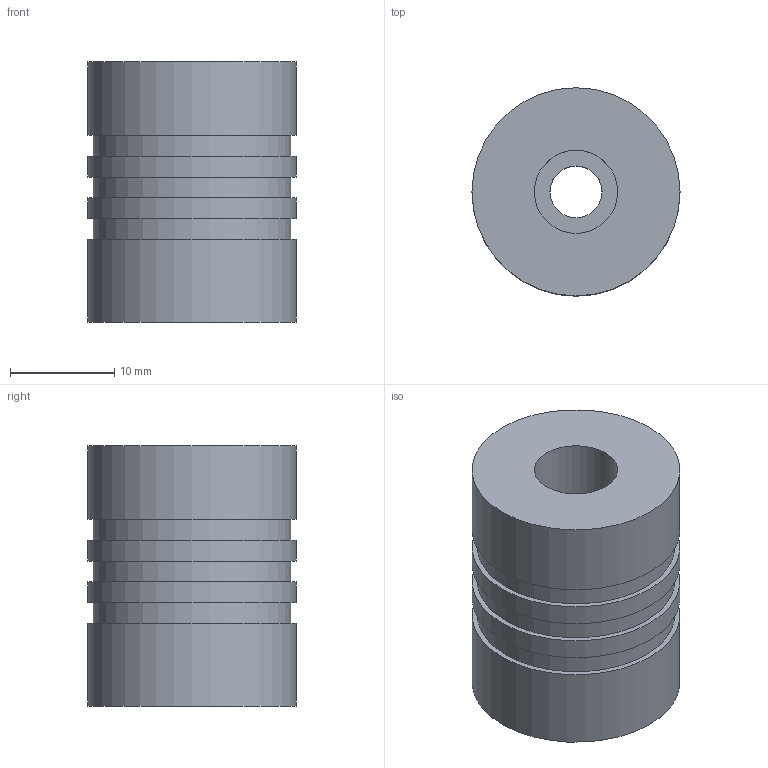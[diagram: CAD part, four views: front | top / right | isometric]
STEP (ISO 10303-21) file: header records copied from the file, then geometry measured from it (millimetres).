
FILE_DESCRIPTION(/* description */ ('Z-Axis Flexible Coupler 5mm - 8mm bore'),/* implementation_level */ '2;1');
FILE_NAME(/* name */ '25772-02.ipt.step',/* time_stamp */ '2013-11-18T21:48:35-06:00',/* author */ ('ERF'),/* organization */ (''),/* preprocessor_version */ 'ST-DEVELOPER v15.2',/* originating_system */ 'Autodesk Inventor 2014',/* authorisation */ 'PER ALLEN @ ROBOT ELECTRON 9-12-13');
FILE_SCHEMA (('AUTOMOTIVE_DESIGN { 1 0 10303 214 3 1 1 }'));
Length unit declared in the file: inch
Products named in the file (1): 25772-02
Bounding box: 20 x 20 x 25 mm (x, y, z)
Volume: 6887.6 mm3; surface area: 2807.2 mm2
Topology: 1 solids, 1 shells, 18 faces, 27 edges, 18 vertices
Faces by surface type: cylinder 9, plane 9
Full cylindrical faces by diameter (mm): 5 x1, 8 x1, 19 x3, 20 x4
Entity records: 391 total; most frequent: DIRECTION 74, CARTESIAN_POINT 55, AXIS2_PLACEMENT_3D 37, EDGE_LOOP 36, ORIENTED_EDGE 36, FACE_BOUND 21, CIRCLE 18, VERTEX_POINT 18
